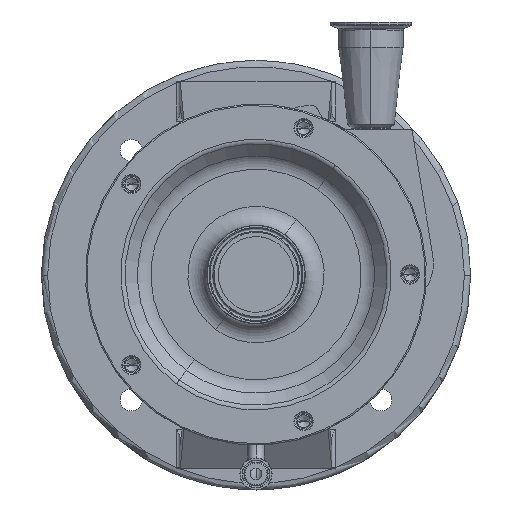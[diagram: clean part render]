
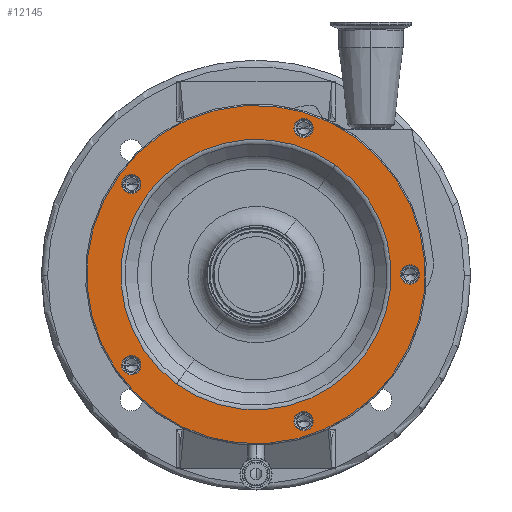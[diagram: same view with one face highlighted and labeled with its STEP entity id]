
A CAD part, top view. The second image highlights one B-rep face of the part: STEP entity #12145.
In plain terms, the highlighted planar face has unit normal (0, 0, 1).
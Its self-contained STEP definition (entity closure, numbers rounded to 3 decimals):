
#38 = DIRECTION ( 'NONE',  ( -0.588, -0.809, 0. ) ) ;
#80 = DIRECTION ( 'NONE',  ( 0., 0., -1. ) ) ;
#148 = AXIS2_PLACEMENT_3D ( 'NONE', #5047, #9476, #1863 ) ;
#369 = EDGE_CURVE ( 'NONE', #9542, #6815, #13348, .T. ) ;
#559 = VERTEX_POINT ( 'NONE', #3326 ) ;
#624 = ORIENTED_EDGE ( 'NONE', *, *, #12639, .T. ) ;
#799 = CIRCLE ( 'NONE', #148, 7.644 ) ;
#1140 = AXIS2_PLACEMENT_3D ( 'NONE', #7756, #12164, #4499 ) ;
#1178 = CARTESIAN_POINT ( 'NONE',  ( 0., 0., 81. ) ) ;
#1202 = CARTESIAN_POINT ( 'NONE',  ( 0., 0., 81. ) ) ;
#1232 = EDGE_CURVE ( 'NONE', #11138, #559, #7749, .T. ) ;
#1340 = CARTESIAN_POINT ( 'NONE',  ( -98.7, -71.71, 81. ) ) ;
#1341 = DIRECTION ( 'NONE',  ( 0., 0., -1. ) ) ;
#1540 = CARTESIAN_POINT ( 'NONE',  ( 37.7, -116.029, 81. ) ) ;
#1642 = DIRECTION ( 'NONE',  ( 0., 0., -1. ) ) ;
#1657 = FACE_BOUND ( 'NONE', #10632, .T. ) ;
#1769 = AXIS2_PLACEMENT_3D ( 'NONE', #1340, #3694, #3560 ) ;
#1863 = DIRECTION ( 'NONE',  ( -0.588, -0.809, 0. ) ) ;
#1981 = DIRECTION ( 'NONE',  ( -0.588, -0.809, 0. ) ) ;
#2075 = CARTESIAN_POINT ( 'NONE',  ( 122., 0., 81. ) ) ;
#2334 = AXIS2_PLACEMENT_3D ( 'NONE', #1202, #9727, #12534 ) ;
#2576 = CARTESIAN_POINT ( 'NONE',  ( 126.493, 6.184, 81. ) ) ;
#2618 = CARTESIAN_POINT ( 'NONE',  ( 37.7, 116.029, 81. ) ) ;
#2714 = DIRECTION ( 'NONE',  ( 0., 0., -1. ) ) ;
#3049 = ORIENTED_EDGE ( 'NONE', *, *, #5797, .T. ) ;
#3326 = CARTESIAN_POINT ( 'NONE',  ( -103.193, -77.894, 81. ) ) ;
#3360 = CIRCLE ( 'NONE', #10200, 7.644 ) ;
#3468 = PLANE ( 'NONE',  #1140 ) ;
#3560 = DIRECTION ( 'NONE',  ( -0.588, -0.809, 0. ) ) ;
#3578 = VERTEX_POINT ( 'NONE', #11592 ) ;
#3694 = DIRECTION ( 'NONE',  ( 0., 0., -1. ) ) ;
#3706 = DIRECTION ( 'NONE',  ( -0.588, -0.809, 0. ) ) ;
#3738 = CARTESIAN_POINT ( 'NONE',  ( 0., 0., 81. ) ) ;
#4090 = CIRCLE ( 'NONE', #7394, 7.644 ) ;
#4151 = ORIENTED_EDGE ( 'NONE', *, *, #4721, .T. ) ;
#4389 = EDGE_LOOP ( 'NONE', ( #4151, #10358 ) ) ;
#4481 = CIRCLE ( 'NONE', #7133, 134. ) ;
#4499 = DIRECTION ( 'NONE',  ( -0.588, -0.809, 0. ) ) ;
#4535 = VERTEX_POINT ( 'NONE', #2576 ) ;
#4698 = ORIENTED_EDGE ( 'NONE', *, *, #6776, .T. ) ;
#4704 = FACE_BOUND ( 'NONE', #13103, .T. ) ;
#4721 = EDGE_CURVE ( 'NONE', #8075, #5372, #8299, .T. ) ;
#4742 = CARTESIAN_POINT ( 'NONE',  ( -98.7, 71.71, 81. ) ) ;
#4746 = EDGE_CURVE ( 'NONE', #13511, #5005, #13447, .T. ) ;
#4810 = CIRCLE ( 'NONE', #7910, 107.071 ) ;
#5005 = VERTEX_POINT ( 'NONE', #10730 ) ;
#5047 = CARTESIAN_POINT ( 'NONE',  ( 37.7, -116.029, 81. ) ) ;
#5059 = EDGE_CURVE ( 'NONE', #3578, #7059, #4090, .T. ) ;
#5091 = CARTESIAN_POINT ( 'NONE',  ( 0., 0., 81. ) ) ;
#5157 = ORIENTED_EDGE ( 'NONE', *, *, #9369, .T. ) ;
#5160 = DIRECTION ( 'NONE',  ( 0., 0., -1. ) ) ;
#5363 = CARTESIAN_POINT ( 'NONE',  ( -78.763, -108.408, 81. ) ) ;
#5372 = VERTEX_POINT ( 'NONE', #10982 ) ;
#5401 = DIRECTION ( 'NONE',  ( -0.588, -0.809, 0. ) ) ;
#5452 = CARTESIAN_POINT ( 'NONE',  ( 33.207, -122.213, 81. ) ) ;
#5490 = CARTESIAN_POINT ( 'NONE',  ( -98.7, 71.71, 81. ) ) ;
#5664 = FACE_BOUND ( 'NONE', #10026, .T. ) ;
#5797 = EDGE_CURVE ( 'NONE', #6815, #9542, #799, .T. ) ;
#6027 = DIRECTION ( 'NONE',  ( 0., 0., -1. ) ) ;
#6090 = AXIS2_PLACEMENT_3D ( 'NONE', #5490, #1341, #38 ) ;
#6192 = ORIENTED_EDGE ( 'NONE', *, *, #11908, .T. ) ;
#6238 = CARTESIAN_POINT ( 'NONE',  ( 78.763, 108.408, 81. ) ) ;
#6410 = CIRCLE ( 'NONE', #11744, 7.644 ) ;
#6479 = CARTESIAN_POINT ( 'NONE',  ( 42.193, -109.845, 81. ) ) ;
#6583 = CIRCLE ( 'NONE', #9689, 7.644 ) ;
#6776 = EDGE_CURVE ( 'NONE', #5005, #13511, #4810, .T. ) ;
#6815 = VERTEX_POINT ( 'NONE', #6479 ) ;
#7012 = CARTESIAN_POINT ( 'NONE',  ( -94.207, -65.526, 81. ) ) ;
#7059 = VERTEX_POINT ( 'NONE', #13114 ) ;
#7068 = CIRCLE ( 'NONE', #7516, 7.644 ) ;
#7094 = DIRECTION ( 'NONE',  ( 0., 0., -1. ) ) ;
#7098 = EDGE_CURVE ( 'NONE', #5372, #8075, #6583, .T. ) ;
#7133 = AXIS2_PLACEMENT_3D ( 'NONE', #1178, #80, #5401 ) ;
#7284 = VERTEX_POINT ( 'NONE', #5363 ) ;
#7356 = CIRCLE ( 'NONE', #10027, 7.644 ) ;
#7394 = AXIS2_PLACEMENT_3D ( 'NONE', #2618, #1642, #13054 ) ;
#7516 = AXIS2_PLACEMENT_3D ( 'NONE', #2075, #11667, #13765 ) ;
#7549 = CIRCLE ( 'NONE', #12678, 134. ) ;
#7682 = CARTESIAN_POINT ( 'NONE',  ( 62.935, 86.622, 81. ) ) ;
#7707 = CARTESIAN_POINT ( 'NONE',  ( 117.507, -6.184, 81. ) ) ;
#7749 = CIRCLE ( 'NONE', #1769, 7.644 ) ;
#7756 = CARTESIAN_POINT ( 'NONE',  ( -108.408, 78.763, 81. ) ) ;
#7910 = AXIS2_PLACEMENT_3D ( 'NONE', #5091, #5160, #1981 ) ;
#8075 = VERTEX_POINT ( 'NONE', #13130 ) ;
#8128 = EDGE_CURVE ( 'NONE', #7059, #3578, #6410, .T. ) ;
#8209 = VERTEX_POINT ( 'NONE', #7707 ) ;
#8246 = ORIENTED_EDGE ( 'NONE', *, *, #5059, .T. ) ;
#8299 = CIRCLE ( 'NONE', #6090, 7.644 ) ;
#8627 = AXIS2_PLACEMENT_3D ( 'NONE', #1540, #13086, #10316 ) ;
#8712 = FACE_BOUND ( 'NONE', #4389, .T. ) ;
#8783 = FACE_BOUND ( 'NONE', #9027, .T. ) ;
#9027 = EDGE_LOOP ( 'NONE', ( #11789, #624 ) ) ;
#9194 = ORIENTED_EDGE ( 'NONE', *, *, #8128, .T. ) ;
#9279 = DIRECTION ( 'NONE',  ( -0.588, -0.809, 0. ) ) ;
#9369 = EDGE_CURVE ( 'NONE', #4535, #8209, #7068, .T. ) ;
#9476 = DIRECTION ( 'NONE',  ( 0., 0., -1. ) ) ;
#9542 = VERTEX_POINT ( 'NONE', #5452 ) ;
#9689 = AXIS2_PLACEMENT_3D ( 'NONE', #4742, #7094, #3706 ) ;
#9727 = DIRECTION ( 'NONE',  ( 0., 0., -1. ) ) ;
#9770 = FACE_OUTER_BOUND ( 'NONE', #10016, .T. ) ;
#10016 = EDGE_LOOP ( 'NONE', ( #10721, #13414 ) ) ;
#10026 = EDGE_LOOP ( 'NONE', ( #9194, #8246 ) ) ;
#10027 = AXIS2_PLACEMENT_3D ( 'NONE', #13431, #6027, #9279 ) ;
#10200 = AXIS2_PLACEMENT_3D ( 'NONE', #12096, #12368, #11314 ) ;
#10316 = DIRECTION ( 'NONE',  ( -0.588, -0.809, 0. ) ) ;
#10358 = ORIENTED_EDGE ( 'NONE', *, *, #7098, .T. ) ;
#10376 = DIRECTION ( 'NONE',  ( -0.588, -0.809, 0. ) ) ;
#10442 = CARTESIAN_POINT ( 'NONE',  ( 37.7, 116.029, 81. ) ) ;
#10632 = EDGE_LOOP ( 'NONE', ( #3049, #13538 ) ) ;
#10721 = ORIENTED_EDGE ( 'NONE', *, *, #11879, .F. ) ;
#10730 = CARTESIAN_POINT ( 'NONE',  ( -62.935, -86.622, 81. ) ) ;
#10982 = CARTESIAN_POINT ( 'NONE',  ( -103.193, 65.526, 81. ) ) ;
#11138 = VERTEX_POINT ( 'NONE', #7012 ) ;
#11165 = DIRECTION ( 'NONE',  ( -0.588, -0.809, 0. ) ) ;
#11314 = DIRECTION ( 'NONE',  ( -0.588, -0.809, 0. ) ) ;
#11525 = ORIENTED_EDGE ( 'NONE', *, *, #4746, .T. ) ;
#11592 = CARTESIAN_POINT ( 'NONE',  ( 33.207, 109.845, 81. ) ) ;
#11667 = DIRECTION ( 'NONE',  ( 0., 0., -1. ) ) ;
#11744 = AXIS2_PLACEMENT_3D ( 'NONE', #10442, #12490, #10376 ) ;
#11789 = ORIENTED_EDGE ( 'NONE', *, *, #1232, .T. ) ;
#11879 = EDGE_CURVE ( 'NONE', #7284, #13331, #7549, .T. ) ;
#11908 = EDGE_CURVE ( 'NONE', #8209, #4535, #3360, .T. ) ;
#12096 = CARTESIAN_POINT ( 'NONE',  ( 122., 0., 81. ) ) ;
#12145 = ADVANCED_FACE ( 'NONE', ( #5664, #13003, #1657, #8783, #8712, #9770, #4704 ), #3468, .F. ) ;
#12164 = DIRECTION ( 'NONE',  ( 0., 0., -1. ) ) ;
#12368 = DIRECTION ( 'NONE',  ( 0., 0., -1. ) ) ;
#12490 = DIRECTION ( 'NONE',  ( 0., 0., -1. ) ) ;
#12534 = DIRECTION ( 'NONE',  ( -0.588, -0.809, 0. ) ) ;
#12639 = EDGE_CURVE ( 'NONE', #559, #11138, #7356, .T. ) ;
#12678 = AXIS2_PLACEMENT_3D ( 'NONE', #3738, #2714, #11165 ) ;
#12835 = EDGE_CURVE ( 'NONE', #13331, #7284, #4481, .T. ) ;
#12853 = EDGE_LOOP ( 'NONE', ( #5157, #6192 ) ) ;
#13003 = FACE_BOUND ( 'NONE', #12853, .T. ) ;
#13054 = DIRECTION ( 'NONE',  ( -0.588, -0.809, 0. ) ) ;
#13086 = DIRECTION ( 'NONE',  ( 0., 0., -1. ) ) ;
#13103 = EDGE_LOOP ( 'NONE', ( #4698, #11525 ) ) ;
#13114 = CARTESIAN_POINT ( 'NONE',  ( 42.193, 122.213, 81. ) ) ;
#13130 = CARTESIAN_POINT ( 'NONE',  ( -94.207, 77.894, 81. ) ) ;
#13331 = VERTEX_POINT ( 'NONE', #6238 ) ;
#13348 = CIRCLE ( 'NONE', #8627, 7.644 ) ;
#13414 = ORIENTED_EDGE ( 'NONE', *, *, #12835, .F. ) ;
#13431 = CARTESIAN_POINT ( 'NONE',  ( -98.7, -71.71, 81. ) ) ;
#13447 = CIRCLE ( 'NONE', #2334, 107.071 ) ;
#13511 = VERTEX_POINT ( 'NONE', #7682 ) ;
#13538 = ORIENTED_EDGE ( 'NONE', *, *, #369, .T. ) ;
#13765 = DIRECTION ( 'NONE',  ( -0.588, -0.809, 0. ) ) ;
